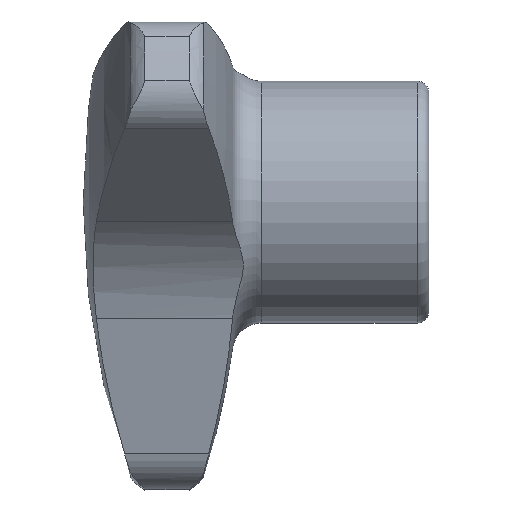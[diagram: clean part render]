
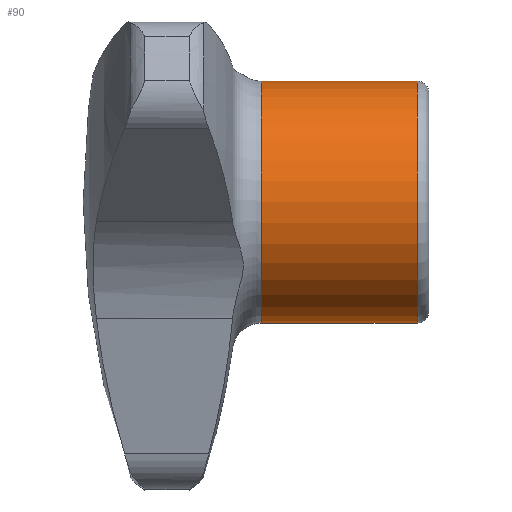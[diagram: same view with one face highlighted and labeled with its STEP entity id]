
A CAD part, left-side view. The second image highlights one B-rep face of the part: STEP entity #90.
In plain terms, the highlighted cylindrical face has radius 10.5 mm (diameter 21 mm), a full revolution.
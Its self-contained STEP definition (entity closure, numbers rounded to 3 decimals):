
#90 = ADVANCED_FACE( '', ( #138, #139 ), #140, .T. );
#138 = FACE_OUTER_BOUND( '', #228, .T. );
#139 = FACE_OUTER_BOUND( '', #229, .T. );
#140 = CYLINDRICAL_SURFACE( '', #230, 10.5 );
#228 = EDGE_LOOP( '', ( #432 ) );
#229 = EDGE_LOOP( '', ( #433 ) );
#230 = AXIS2_PLACEMENT_3D( '', #434, #435, #436 );
#432 = ORIENTED_EDGE( '', *, *, #629, .F. );
#433 = ORIENTED_EDGE( '', *, *, #630, .T. );
#434 = CARTESIAN_POINT( '', ( 0., 0., 0. ) );
#435 = DIRECTION( '', ( 0., 1., 0. ) );
#436 = DIRECTION( '', ( 0., 0., -1. ) );
#629 = EDGE_CURVE( '', #764, #764, #765, .T. );
#630 = EDGE_CURVE( '', #766, #766, #767, .T. );
#764 = VERTEX_POINT( '', #1137 );
#765 = CIRCLE( '', #1138, 10.5 );
#766 = VERTEX_POINT( '', #1139 );
#767 = CIRCLE( '', #1140, 10.5 );
#1137 = CARTESIAN_POINT( '', ( 0., 1., -10.5 ) );
#1138 = AXIS2_PLACEMENT_3D( '', #1252, #1253, #1254 );
#1139 = CARTESIAN_POINT( '', ( 0., 14.538, -10.5 ) );
#1140 = AXIS2_PLACEMENT_3D( '', #1255, #1256, #1257 );
#1252 = CARTESIAN_POINT( '', ( 0., 1., 0. ) );
#1253 = DIRECTION( '', ( 0., -1., 0. ) );
#1254 = DIRECTION( '', ( 0., 0., -1. ) );
#1255 = CARTESIAN_POINT( '', ( 0., 14.538, 0. ) );
#1256 = DIRECTION( '', ( 0., -1., 0. ) );
#1257 = DIRECTION( '', ( 0., 0., -1. ) );
